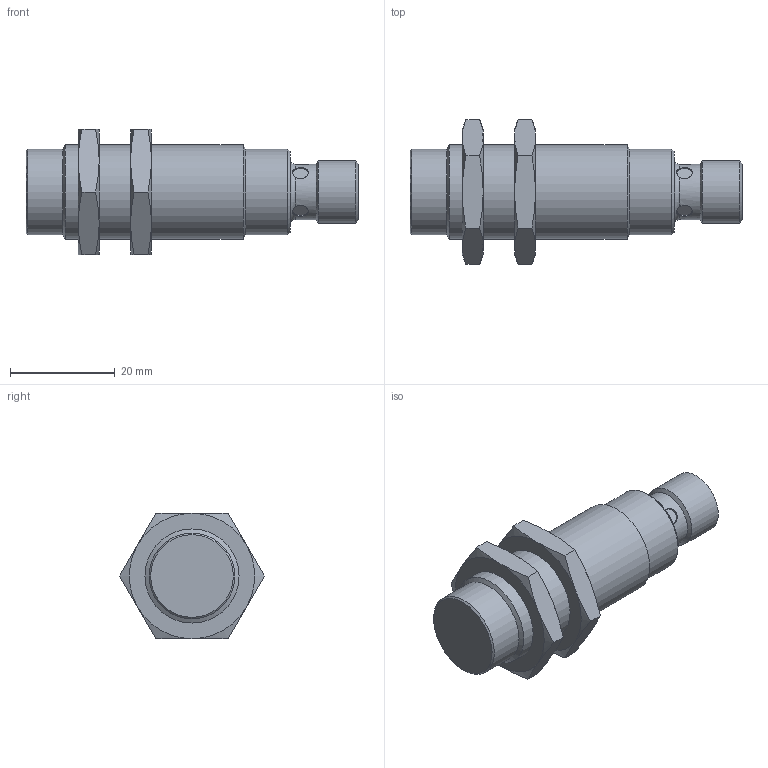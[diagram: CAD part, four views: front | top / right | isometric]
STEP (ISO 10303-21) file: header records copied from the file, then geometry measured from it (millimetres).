
FILE_DESCRIPTION( ( 'STEP AP214' ), '1' );
FILE_NAME( 'DW-AS-713-M18-303.stp', '2022-01-29T17:28:47', ( 'License CC BY-ND 4.0' ), ( 'CADENAS' ), ' ', 'PARTsolutions', ' ' );
FILE_SCHEMA( ( 'AUTOMOTIVE_DESIGN { 1 0 10303 214 1 1 1 1 }' ) );
Length unit declared in the file: millimetre
Products named in the file (1): _DW-AS-713-M18-303
Bounding box: 63.5 x 27.71 x 24 mm (x, y, z)
Volume: 14915.2 mm3; surface area: 5206.9 mm2
Topology: 1 solids, 1 shells, 102 faces, 244 edges, 150 vertices
Faces by surface type: plane 44, cone 32, cylinder 20, sphere 5, torus 1
Full cylindrical faces by diameter (mm): 1 x4, 2.4 x1, 3 x4, 8.5 x1, 10.55 x1, 12 x1, 16.2 x1, 16.4 x2, 18 x3
Entity records: 3751 total; most frequent: CARTESIAN_POINT 851, DIRECTION 417, ORIENTED_EDGE 388, EDGE_CURVE 194, AXIS2_PLACEMENT_3D 177, EDGE_LOOP 140, VERTEX_POINT 137, FACE_OUTER_BOUND 121
